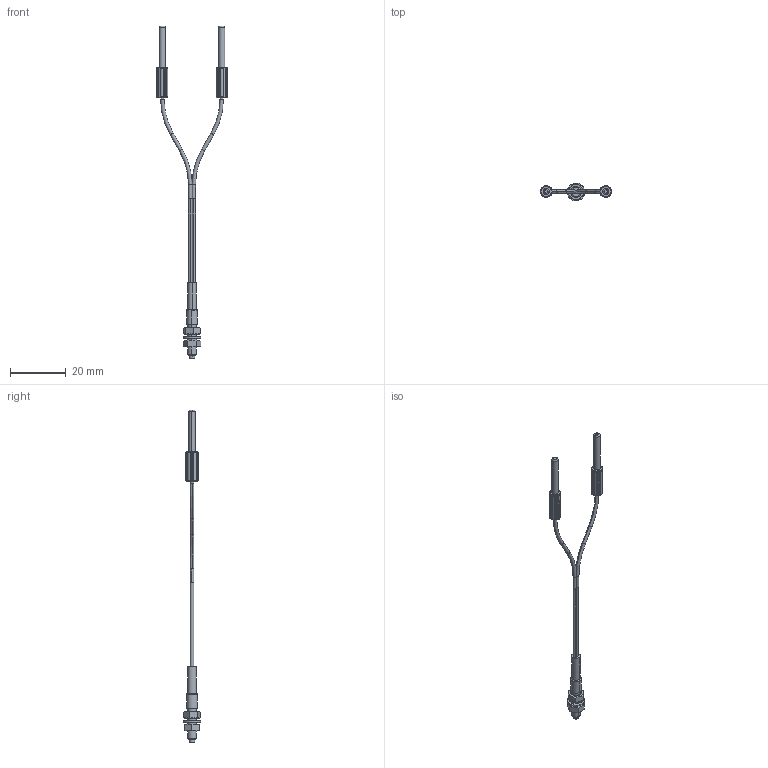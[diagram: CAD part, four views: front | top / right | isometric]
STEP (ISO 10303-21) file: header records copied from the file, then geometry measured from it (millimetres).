
FILE_DESCRIPTION((''),'2;1');
FILE_NAME('FRC-320-35FZ_ASM_SW0001','2016-08-24T',('cmozuch'),(''),'PRO/ENGINEER BY PARAMETRIC TECHNOLOGY CORPORATION, 2015440','PRO/ENGINEER BY PARAMETRIC TECHNOLOGY CORPORATION, 2015440','');
FILE_SCHEMA(('CONFIG_CONTROL_DESIGN'));
Length unit declared in the file: millimetre
Products named in the file (1): FRC-320-35FZ_ASM_SW0001
Bounding box: 25.26 x 6.39 x 118.92 mm (x, y, z)
Volume: 873.4 mm3; surface area: 1574.4 mm2
Topology: 2 solids, 2 shells, 437 faces, 1110 edges, 691 vertices
Faces by surface type: cylinder 212, bspline 96, plane 59, torus 38, cone 32
Entity records: 25270 total; most frequent: CARTESIAN_POINT 12461, ORIENTED_EDGE 2220, DIRECTION 1800, EDGE_CURVE 1110, AXIS2_PLACEMENT_3D 747, VERTEX_POINT 691, EDGE_LOOP 453, FACE_OUTER_BOUND 437
